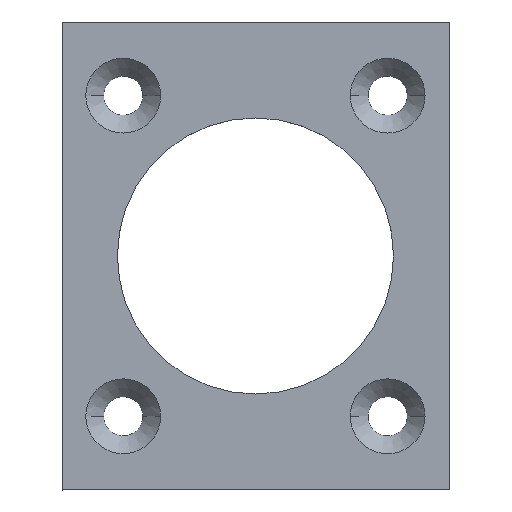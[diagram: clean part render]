
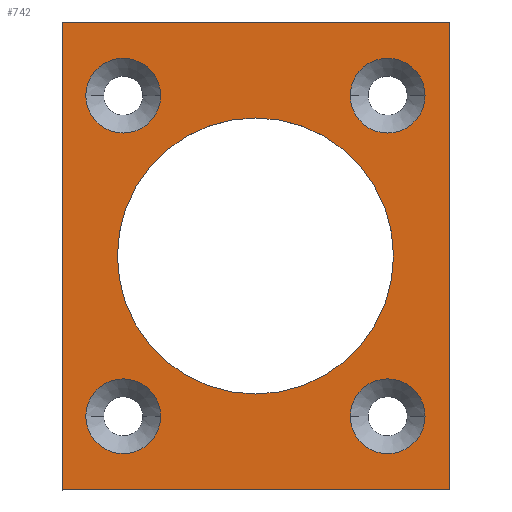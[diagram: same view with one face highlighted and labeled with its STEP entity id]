
A CAD part, top view. The second image highlights one B-rep face of the part: STEP entity #742.
In plain terms, the highlighted planar face has unit normal (0, 0, 1).
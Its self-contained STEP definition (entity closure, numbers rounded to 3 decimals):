
#4 = VECTOR ( 'NONE', #666, 1000. ) ;
#8 = DIRECTION ( 'NONE',  ( 0., 0., -1. ) ) ;
#9 = LINE ( 'NONE', #729, #4 ) ;
#11 = CARTESIAN_POINT ( 'NONE',  ( -16.248, -19.702, 0. ) ) ;
#20 = FACE_BOUND ( 'NONE', #542, .T. ) ;
#25 = CIRCLE ( 'NONE', #240, 3.15 ) ;
#37 = DIRECTION ( 'NONE',  ( 1., 0., 0. ) ) ;
#40 = DIRECTION ( 'NONE',  ( 1., 0., 0. ) ) ;
#50 = CARTESIAN_POINT ( 'NONE',  ( 0., 0., 0. ) ) ;
#60 = EDGE_CURVE ( 'NONE', #434, #383, #9, .T. ) ;
#72 = CARTESIAN_POINT ( 'NONE',  ( -11.134, -13.501, 0. ) ) ;
#77 = CARTESIAN_POINT ( 'NONE',  ( -14.284, -13.501, 0. ) ) ;
#81 = FACE_BOUND ( 'NONE', #771, .T. ) ;
#93 = LINE ( 'NONE', #355, #385 ) ;
#98 = ORIENTED_EDGE ( 'NONE', *, *, #484, .T. ) ;
#100 = DIRECTION ( 'NONE',  ( 1., 0., 0. ) ) ;
#103 = DIRECTION ( 'NONE',  ( 0., 0., 1. ) ) ;
#109 = CARTESIAN_POINT ( 'NONE',  ( 0., 0., 0. ) ) ;
#111 = DIRECTION ( 'NONE',  ( 0., 0., -1. ) ) ;
#112 = VECTOR ( 'NONE', #100, 1000. ) ;
#114 = VECTOR ( 'NONE', #455, 1000. ) ;
#117 = CIRCLE ( 'NONE', #223, 3.15 ) ;
#120 = VERTEX_POINT ( 'NONE', #361 ) ;
#136 = CARTESIAN_POINT ( 'NONE',  ( -11.625, 0., 0. ) ) ;
#139 = CIRCLE ( 'NONE', #616, 3.15 ) ;
#143 = CIRCLE ( 'NONE', #439, 3.15 ) ;
#149 = EDGE_CURVE ( 'NONE', #568, #622, #569, .T. ) ;
#153 = DIRECTION ( 'NONE',  ( 1., 0., 0. ) ) ;
#161 = CARTESIAN_POINT ( 'NONE',  ( 11.134, -13.501, 0. ) ) ;
#167 = EDGE_CURVE ( 'NONE', #487, #210, #697, .T. ) ;
#168 = CARTESIAN_POINT ( 'NONE',  ( 11.134, 13.501, 0. ) ) ;
#188 = EDGE_CURVE ( 'NONE', #383, #233, #93, .T. ) ;
#189 = DIRECTION ( 'NONE',  ( 0., 0., 1. ) ) ;
#199 = VERTEX_POINT ( 'NONE', #676 ) ;
#201 = LINE ( 'NONE', #11, #114 ) ;
#203 = CARTESIAN_POINT ( 'NONE',  ( -11.134, 13.501, 0. ) ) ;
#210 = VERTEX_POINT ( 'NONE', #748 ) ;
#211 = FACE_OUTER_BOUND ( 'NONE', #213, .T. ) ;
#213 = EDGE_LOOP ( 'NONE', ( #577, #829, #640, #98 ) ) ;
#217 = VERTEX_POINT ( 'NONE', #421 ) ;
#220 = CARTESIAN_POINT ( 'NONE',  ( -11.134, -13.501, 0. ) ) ;
#223 = AXIS2_PLACEMENT_3D ( 'NONE', #161, #564, #40 ) ;
#229 = ORIENTED_EDGE ( 'NONE', *, *, #149, .T. ) ;
#233 = VERTEX_POINT ( 'NONE', #570 ) ;
#240 = AXIS2_PLACEMENT_3D ( 'NONE', #203, #588, #664 ) ;
#245 = ORIENTED_EDGE ( 'NONE', *, *, #167, .F. ) ;
#268 = CARTESIAN_POINT ( 'NONE',  ( 16.351, -19.698, 0. ) ) ;
#270 = ORIENTED_EDGE ( 'NONE', *, *, #768, .T. ) ;
#276 = FACE_BOUND ( 'NONE', #683, .T. ) ;
#282 = EDGE_LOOP ( 'NONE', ( #493, #380 ) ) ;
#283 = ORIENTED_EDGE ( 'NONE', *, *, #549, .T. ) ;
#286 = CARTESIAN_POINT ( 'NONE',  ( -7.984, -13.501, 0. ) ) ;
#301 = CARTESIAN_POINT ( 'NONE',  ( 7.984, -13.501, 0. ) ) ;
#323 = EDGE_CURVE ( 'NONE', #210, #487, #822, .T. ) ;
#340 = ORIENTED_EDGE ( 'NONE', *, *, #706, .T. ) ;
#355 = CARTESIAN_POINT ( 'NONE',  ( -16.252, 19.698, 0. ) ) ;
#361 = CARTESIAN_POINT ( 'NONE',  ( -14.284, 13.501, 0. ) ) ;
#364 = DIRECTION ( 'NONE',  ( 0., 0., 1. ) ) ;
#372 = EDGE_CURVE ( 'NONE', #217, #120, #738, .T. ) ;
#378 = AXIS2_PLACEMENT_3D ( 'NONE', #72, #8, #153 ) ;
#380 = ORIENTED_EDGE ( 'NONE', *, *, #821, .T. ) ;
#382 = DIRECTION ( 'NONE',  ( 0., 0., -1. ) ) ;
#383 = VERTEX_POINT ( 'NONE', #525 ) ;
#385 = VECTOR ( 'NONE', #615, 1000. ) ;
#394 = AXIS2_PLACEMENT_3D ( 'NONE', #430, #111, #495 ) ;
#399 = FACE_BOUND ( 'NONE', #282, .T. ) ;
#421 = CARTESIAN_POINT ( 'NONE',  ( -7.984, 13.501, 0. ) ) ;
#430 = CARTESIAN_POINT ( 'NONE',  ( 11.134, 13.501, 0. ) ) ;
#432 = AXIS2_PLACEMENT_3D ( 'NONE', #109, #364, #807 ) ;
#434 = VERTEX_POINT ( 'NONE', #268 ) ;
#436 = EDGE_CURVE ( 'NONE', #563, #512, #645, .T. ) ;
#439 = AXIS2_PLACEMENT_3D ( 'NONE', #220, #624, #750 ) ;
#447 = AXIS2_PLACEMENT_3D ( 'NONE', #836, #382, #734 ) ;
#452 = ORIENTED_EDGE ( 'NONE', *, *, #372, .T. ) ;
#455 = DIRECTION ( 'NONE',  ( 0., -1., 0. ) ) ;
#462 = ORIENTED_EDGE ( 'NONE', *, *, #815, .T. ) ;
#480 = CARTESIAN_POINT ( 'NONE',  ( -16.248, -19.702, 0. ) ) ;
#481 = AXIS2_PLACEMENT_3D ( 'NONE', #50, #103, #488 ) ;
#484 = EDGE_CURVE ( 'NONE', #233, #571, #201, .T. ) ;
#485 = CARTESIAN_POINT ( 'NONE',  ( 14.284, 13.501, 0. ) ) ;
#487 = VERTEX_POINT ( 'NONE', #136 ) ;
#488 = DIRECTION ( 'NONE',  ( 1., 0., 0. ) ) ;
#493 = ORIENTED_EDGE ( 'NONE', *, *, #436, .T. ) ;
#495 = DIRECTION ( 'NONE',  ( 1., 0., 0. ) ) ;
#512 = VERTEX_POINT ( 'NONE', #77 ) ;
#514 = ORIENTED_EDGE ( 'NONE', *, *, #323, .F. ) ;
#525 = CARTESIAN_POINT ( 'NONE',  ( 16.346, 19.702, 0. ) ) ;
#529 = CIRCLE ( 'NONE', #394, 3.15 ) ;
#541 = AXIS2_PLACEMENT_3D ( 'NONE', #711, #189, #580 ) ;
#542 = EDGE_LOOP ( 'NONE', ( #452, #340 ) ) ;
#549 = EDGE_CURVE ( 'NONE', #199, #575, #139, .T. ) ;
#550 = DIRECTION ( 'NONE',  ( 0., 0., -1. ) ) ;
#563 = VERTEX_POINT ( 'NONE', #286 ) ;
#564 = DIRECTION ( 'NONE',  ( 0., 0., -1. ) ) ;
#568 = VERTEX_POINT ( 'NONE', #811 ) ;
#569 = CIRCLE ( 'NONE', #579, 3.15 ) ;
#570 = CARTESIAN_POINT ( 'NONE',  ( -16.252, 19.698, 0. ) ) ;
#571 = VERTEX_POINT ( 'NONE', #480 ) ;
#575 = VERTEX_POINT ( 'NONE', #301 ) ;
#577 = ORIENTED_EDGE ( 'NONE', *, *, #629, .T. ) ;
#579 = AXIS2_PLACEMENT_3D ( 'NONE', #168, #695, #37 ) ;
#580 = DIRECTION ( 'NONE',  ( 1., 0., 0. ) ) ;
#588 = DIRECTION ( 'NONE',  ( 0., 0., -1. ) ) ;
#596 = FACE_BOUND ( 'NONE', #819, .T. ) ;
#615 = DIRECTION ( 'NONE',  ( -1., 0., 0. ) ) ;
#616 = AXIS2_PLACEMENT_3D ( 'NONE', #625, #550, #743 ) ;
#622 = VERTEX_POINT ( 'NONE', #485 ) ;
#624 = DIRECTION ( 'NONE',  ( 0., 0., -1. ) ) ;
#625 = CARTESIAN_POINT ( 'NONE',  ( 11.134, -13.501, 0. ) ) ;
#629 = EDGE_CURVE ( 'NONE', #571, #434, #747, .T. ) ;
#640 = ORIENTED_EDGE ( 'NONE', *, *, #188, .T. ) ;
#645 = CIRCLE ( 'NONE', #378, 3.15 ) ;
#664 = DIRECTION ( 'NONE',  ( 1., 0., 0. ) ) ;
#666 = DIRECTION ( 'NONE',  ( 0., 1., 0. ) ) ;
#676 = CARTESIAN_POINT ( 'NONE',  ( 14.284, -13.501, 0. ) ) ;
#683 = EDGE_LOOP ( 'NONE', ( #514, #245 ) ) ;
#695 = DIRECTION ( 'NONE',  ( 0., 0., -1. ) ) ;
#697 = CIRCLE ( 'NONE', #432, 11.625 ) ;
#706 = EDGE_CURVE ( 'NONE', #120, #217, #25, .T. ) ;
#711 = CARTESIAN_POINT ( 'NONE',  ( 0., 0., 0. ) ) ;
#729 = CARTESIAN_POINT ( 'NONE',  ( 16.351, -19.698, 0. ) ) ;
#732 = PLANE ( 'NONE',  #481 ) ;
#734 = DIRECTION ( 'NONE',  ( 1., 0., 0. ) ) ;
#738 = CIRCLE ( 'NONE', #447, 3.15 ) ;
#742 = ADVANCED_FACE ( 'NONE', ( #399, #81, #596, #20, #276, #211 ), #732, .T. ) ;
#743 = DIRECTION ( 'NONE',  ( 1., 0., 0. ) ) ;
#747 = LINE ( 'NONE', #800, #112 ) ;
#748 = CARTESIAN_POINT ( 'NONE',  ( 11.625, 0., 0. ) ) ;
#750 = DIRECTION ( 'NONE',  ( 1., 0., 0. ) ) ;
#768 = EDGE_CURVE ( 'NONE', #622, #568, #529, .T. ) ;
#771 = EDGE_LOOP ( 'NONE', ( #283, #462 ) ) ;
#800 = CARTESIAN_POINT ( 'NONE',  ( -16.248, -19.702, 0. ) ) ;
#807 = DIRECTION ( 'NONE',  ( 1., 0., 0. ) ) ;
#811 = CARTESIAN_POINT ( 'NONE',  ( 7.984, 13.501, 0. ) ) ;
#815 = EDGE_CURVE ( 'NONE', #575, #199, #117, .T. ) ;
#819 = EDGE_LOOP ( 'NONE', ( #270, #229 ) ) ;
#821 = EDGE_CURVE ( 'NONE', #512, #563, #143, .T. ) ;
#822 = CIRCLE ( 'NONE', #541, 11.625 ) ;
#829 = ORIENTED_EDGE ( 'NONE', *, *, #60, .T. ) ;
#836 = CARTESIAN_POINT ( 'NONE',  ( -11.134, 13.501, 0. ) ) ;
